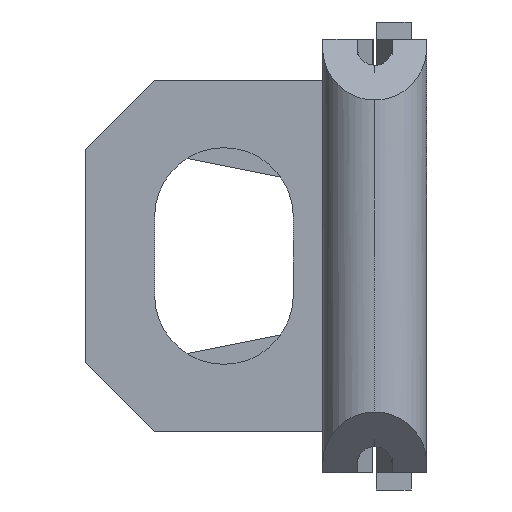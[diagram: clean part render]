
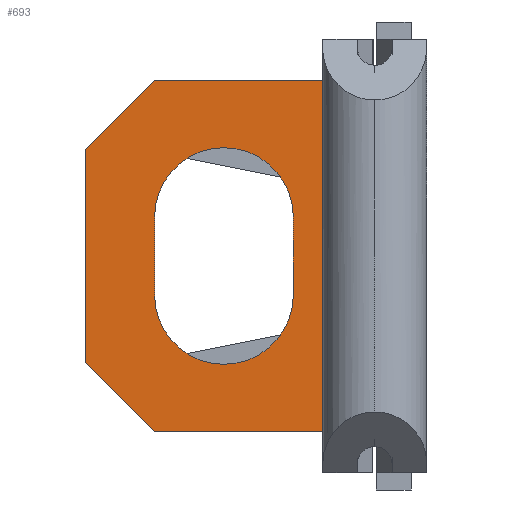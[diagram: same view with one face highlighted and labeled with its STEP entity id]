
A CAD part, left-side view. The second image highlights one B-rep face of the part: STEP entity #693.
In plain terms, the highlighted planar face has unit normal (-1, 0, 0).
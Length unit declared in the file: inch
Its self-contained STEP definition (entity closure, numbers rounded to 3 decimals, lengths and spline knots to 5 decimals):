
#33 = EDGE_CURVE ( 'NONE', #160, #4728, #3460, .T. ) ;
#85 = LINE ( 'NONE', #871, #1383 ) ;
#94 = VERTEX_POINT ( 'NONE', #4583 ) ;
#146 = CARTESIAN_POINT ( 'NONE',  ( 0.72, 0.127, 0.1015 ) ) ;
#160 = VERTEX_POINT ( 'NONE', #2877 ) ;
#226 = VECTOR ( 'NONE', #2419, 39.37008 ) ;
#227 = ORIENTED_EDGE ( 'NONE', *, *, #2952, .T. ) ;
#232 = VERTEX_POINT ( 'NONE', #3711 ) ;
#243 = VERTEX_POINT ( 'NONE', #525 ) ;
#315 = DIRECTION ( 'NONE',  ( 1., 0., 0. ) ) ;
#329 = DIRECTION ( 'NONE',  ( 1., 0., 0. ) ) ;
#335 = CARTESIAN_POINT ( 'NONE',  ( 0.72, 0.087, -0.0225 ) ) ;
#438 = CARTESIAN_POINT ( 'NONE',  ( 0.72, 0.167, 0.155 ) ) ;
#515 = EDGE_CURVE ( 'NONE', #1618, #232, #2662, .T. ) ;
#525 = CARTESIAN_POINT ( 'NONE',  ( 0.72, 0.127, 0.0225 ) ) ;
#672 = LINE ( 'NONE', #5159, #2659 ) ;
#693 = ADVANCED_FACE ( 'NONE', ( #4772, #741 ), #873, .F. ) ;
#702 = CARTESIAN_POINT ( 'NONE',  ( 0.72, 0.167, -0.0615 ) ) ;
#726 = VECTOR ( 'NONE', #2200, 39.37008 ) ;
#741 = FACE_OUTER_BOUND ( 'NONE', #2931, .T. ) ;
#871 = CARTESIAN_POINT ( 'NONE',  ( 0.72, 0.167, 0.1015 ) ) ;
#873 = PLANE ( 'NONE',  #969 ) ;
#882 = ORIENTED_EDGE ( 'NONE', *, *, #515, .T. ) ;
#888 = DIRECTION ( 'NONE',  ( 0., 0., -1. ) ) ;
#969 = AXIS2_PLACEMENT_3D ( 'NONE', #438, #3232, #888 ) ;
#1025 = EDGE_CURVE ( 'NONE', #232, #4917, #672, .T. ) ;
#1154 = DIRECTION ( 'NONE',  ( 0., -0.707, -0.707 ) ) ;
#1249 = EDGE_LOOP ( 'NONE', ( #2498, #3589, #227, #1789 ) ) ;
#1276 = AXIS2_PLACEMENT_3D ( 'NONE', #2749, #329, #3148 ) ;
#1383 = VECTOR ( 'NONE', #3600, 39.37008 ) ;
#1389 = LINE ( 'NONE', #2151, #4335 ) ;
#1463 = EDGE_CURVE ( 'NONE', #2631, #4917, #1389, .T. ) ;
#1618 = VERTEX_POINT ( 'NONE', #1904 ) ;
#1689 = LINE ( 'NONE', #3506, #4521 ) ;
#1787 = ORIENTED_EDGE ( 'NONE', *, *, #2034, .T. ) ;
#1789 = ORIENTED_EDGE ( 'NONE', *, *, #33, .T. ) ;
#1858 = VERTEX_POINT ( 'NONE', #3961 ) ;
#1870 = EDGE_CURVE ( 'NONE', #4728, #243, #3442, .T. ) ;
#1891 = EDGE_CURVE ( 'NONE', #2631, #2500, #85, .T. ) ;
#1904 = CARTESIAN_POINT ( 'NONE',  ( 0.72, 0.167, -0.0615 ) ) ;
#2034 = EDGE_CURVE ( 'NONE', #2500, #1858, #4468, .T. ) ;
#2042 = CARTESIAN_POINT ( 'NONE',  ( 0.72, 0.127, 0.0225 ) ) ;
#2138 = CARTESIAN_POINT ( 'NONE',  ( 0.72, 0.127, 0.1015 ) ) ;
#2151 = CARTESIAN_POINT ( 'NONE',  ( 0.72, 0.026, 0.155 ) ) ;
#2200 = DIRECTION ( 'NONE',  ( 0., 0., -1. ) ) ;
#2281 = EDGE_CURVE ( 'NONE', #243, #94, #3502, .T. ) ;
#2351 = ORIENTED_EDGE ( 'NONE', *, *, #1025, .T. ) ;
#2419 = DIRECTION ( 'NONE',  ( 0., 0., 1. ) ) ;
#2498 = ORIENTED_EDGE ( 'NONE', *, *, #1870, .T. ) ;
#2500 = VERTEX_POINT ( 'NONE', #2138 ) ;
#2528 = VECTOR ( 'NONE', #2978, 39.37008 ) ;
#2540 = VECTOR ( 'NONE', #1154, 39.37008 ) ;
#2631 = VERTEX_POINT ( 'NONE', #4612 ) ;
#2659 = VECTOR ( 'NONE', #2826, 39.37008 ) ;
#2662 = LINE ( 'NONE', #702, #2540 ) ;
#2690 = EDGE_CURVE ( 'NONE', #1858, #1618, #1689, .T. ) ;
#2749 = CARTESIAN_POINT ( 'NONE',  ( 0.72, 0.087, 0.0225 ) ) ;
#2826 = DIRECTION ( 'NONE',  ( 0., -1., 0. ) ) ;
#2877 = CARTESIAN_POINT ( 'NONE',  ( 0.72, 0.047, -0.0225 ) ) ;
#2931 = EDGE_LOOP ( 'NONE', ( #3595, #882, #2351, #2941, #3240, #1787 ) ) ;
#2941 = ORIENTED_EDGE ( 'NONE', *, *, #1463, .F. ) ;
#2952 = EDGE_CURVE ( 'NONE', #94, #160, #3743, .T. ) ;
#2978 = DIRECTION ( 'NONE',  ( 0., 0.707, -0.707 ) ) ;
#3148 = DIRECTION ( 'NONE',  ( 0., -1., 0. ) ) ;
#3232 = DIRECTION ( 'NONE',  ( 1., 0., 0. ) ) ;
#3240 = ORIENTED_EDGE ( 'NONE', *, *, #1891, .T. ) ;
#3323 = CARTESIAN_POINT ( 'NONE',  ( 0.72, 0.127, -0.0225 ) ) ;
#3442 = LINE ( 'NONE', #2042, #226 ) ;
#3460 = CIRCLE ( 'NONE', #3945, 0.04 ) ;
#3502 = CIRCLE ( 'NONE', #1276, 0.04 ) ;
#3506 = CARTESIAN_POINT ( 'NONE',  ( 0.72, 0.167, 0.155 ) ) ;
#3572 = DIRECTION ( 'NONE',  ( 0., 0., -1. ) ) ;
#3589 = ORIENTED_EDGE ( 'NONE', *, *, #2281, .T. ) ;
#3595 = ORIENTED_EDGE ( 'NONE', *, *, #2690, .T. ) ;
#3600 = DIRECTION ( 'NONE',  ( 0., 1., 0. ) ) ;
#3711 = CARTESIAN_POINT ( 'NONE',  ( 0.72, 0.127, -0.1015 ) ) ;
#3743 = LINE ( 'NONE', #4125, #726 ) ;
#3812 = CARTESIAN_POINT ( 'NONE',  ( 0.72, 0.026, -0.1015 ) ) ;
#3945 = AXIS2_PLACEMENT_3D ( 'NONE', #335, #315, #4313 ) ;
#3961 = CARTESIAN_POINT ( 'NONE',  ( 0.72, 0.167, 0.0615 ) ) ;
#4125 = CARTESIAN_POINT ( 'NONE',  ( 0.72, 0.047, 0.0225 ) ) ;
#4313 = DIRECTION ( 'NONE',  ( 0., 1., 0. ) ) ;
#4335 = VECTOR ( 'NONE', #4844, 39.37008 ) ;
#4468 = LINE ( 'NONE', #146, #2528 ) ;
#4521 = VECTOR ( 'NONE', #3572, 39.37008 ) ;
#4583 = CARTESIAN_POINT ( 'NONE',  ( 0.72, 0.047, 0.0225 ) ) ;
#4612 = CARTESIAN_POINT ( 'NONE',  ( 0.72, 0.026, 0.1015 ) ) ;
#4728 = VERTEX_POINT ( 'NONE', #3323 ) ;
#4772 = FACE_BOUND ( 'NONE', #1249, .T. ) ;
#4844 = DIRECTION ( 'NONE',  ( 0., 0., -1. ) ) ;
#4917 = VERTEX_POINT ( 'NONE', #3812 ) ;
#5159 = CARTESIAN_POINT ( 'NONE',  ( 0.72, 0.167, -0.1015 ) ) ;
